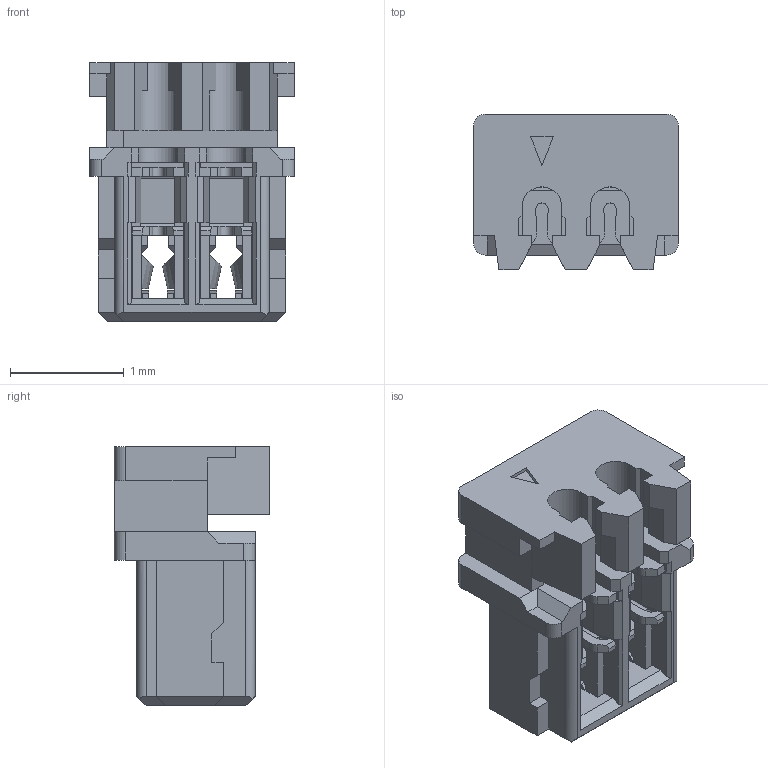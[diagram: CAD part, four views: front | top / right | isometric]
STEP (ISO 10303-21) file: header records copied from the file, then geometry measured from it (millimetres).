
FILE_DESCRIPTION(('CoCreate Modeling STEP Export'),'2;1');
FILE_NAME('WB0611H-02.stp','2021-09-09T11:35:37',(''),(''),'CoCreate Modeling STEP processor for AP214 (Solid Model)','CoCreate Modeling 16.00 13-May-2008 (C) Parametric Technology GmbH','');
FILE_SCHEMA(('AUTOMOTIVE_DESIGN { 1 0 10303 214 1 1 1 1 }'));
Length unit declared in the file: millimetre
Products named in the file (2): WB0611H-02XXXX
Assembly tree (1 placements, depth 2):
  WB0611H-02XXXX
    WB0611H-02XXXX
Bounding box: 1.8 x 1.37 x 2.28 mm (x, y, z)
Volume: 2.8 mm3; surface area: 29.9 mm2
Topology: 1 solids, 1 shells, 406 faces, 1161 edges, 747 vertices
Faces by surface type: plane 320, cylinder 70, bspline 16
Entity records: 12961 total; most frequent: CARTESIAN_POINT 2420, ORIENTED_EDGE 2322, DIRECTION 1975, EDGE_CURVE 1161, VECTOR 969, LINE 969, VERTEX_POINT 747, AXIS2_PLACEMENT_3D 503
